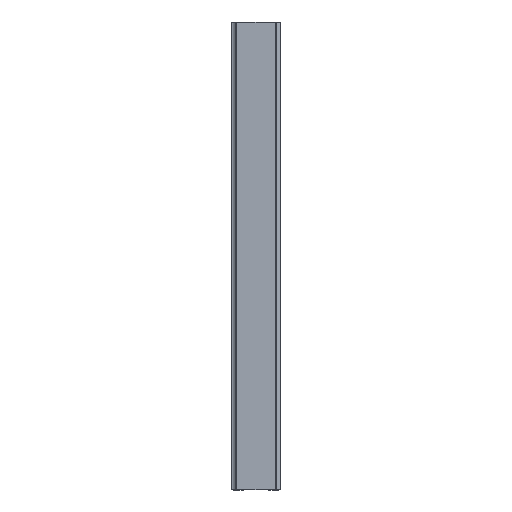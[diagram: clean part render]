
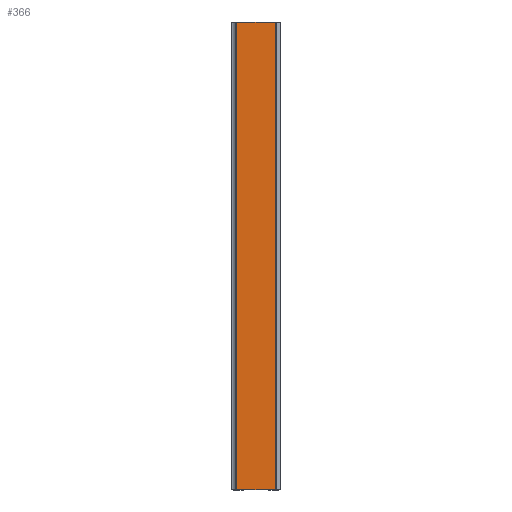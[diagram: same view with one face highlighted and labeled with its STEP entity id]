
A CAD part, top view. The second image highlights one B-rep face of the part: STEP entity #366.
In plain terms, the highlighted planar face has unit normal (0, 0, 1).
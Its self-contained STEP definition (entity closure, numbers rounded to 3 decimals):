
#366=ADVANCED_FACE('',(#755),#756,.T.);
#755=FACE_OUTER_BOUND('',#1164,.T.);
#756=PLANE('',#1165);
#1164=EDGE_LOOP('',(#2274,#2275,#2276,#2277));
#1165=AXIS2_PLACEMENT_3D('',#2278,#2279,#2280);
#2274=ORIENTED_EDGE('',*,*,#2840,.T.);
#2275=ORIENTED_EDGE('',*,*,#2930,.F.);
#2276=ORIENTED_EDGE('',*,*,#2702,.T.);
#2277=ORIENTED_EDGE('',*,*,#2928,.T.);
#2278=CARTESIAN_POINT('',(0.,320.0,29.));
#2279=DIRECTION('',(0.0,0.0,1.0));
#2280=DIRECTION('',(-1.0,0.0,0.0));
#2702=EDGE_CURVE('',#3315,#3313,#3316,.T.);
#2840=EDGE_CURVE('',#3546,#3544,#3547,.T.);
#2928=EDGE_CURVE('',#3313,#3546,#3657,.T.);
#2930=EDGE_CURVE('',#3315,#3544,#3659,.T.);
#3313=VERTEX_POINT('',#4185);
#3315=VERTEX_POINT('',#4188);
#3316=LINE('',#4189,#4190);
#3544=VERTEX_POINT('',#4508);
#3546=VERTEX_POINT('',#4511);
#3547=LINE('',#4512,#4513);
#3657=LINE('',#4659,#4660);
#3659=LINE('',#4662,#4663);
#4185=CARTESIAN_POINT('',(-13.251,320.0,29.));
#4188=CARTESIAN_POINT('',(13.251,320.0,29.));
#4189=CARTESIAN_POINT('',(13.251,320.0,29.));
#4190=VECTOR('',#4939,1.0);
#4508=CARTESIAN_POINT('',(13.251,0.0,29.));
#4511=CARTESIAN_POINT('',(-13.251,0.0,29.));
#4512=CARTESIAN_POINT('',(13.251,0.0,29.));
#4513=VECTOR('',#5097,1.0);
#4659=CARTESIAN_POINT('',(-13.251,320.0,29.));
#4660=VECTOR('',#5191,1.0);
#4662=CARTESIAN_POINT('',(13.251,320.0,29.));
#4663=VECTOR('',#5192,1.0);
#4939=DIRECTION('',(-1.0,0.0,0.0));
#5097=DIRECTION('',(1.0,0.0,0.0));
#5191=DIRECTION('',(0.0,-1.0,0.0));
#5192=DIRECTION('',(0.0,-1.0,0.0));
